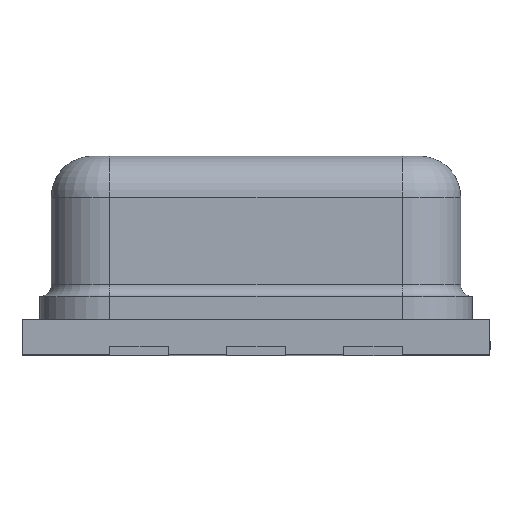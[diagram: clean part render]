
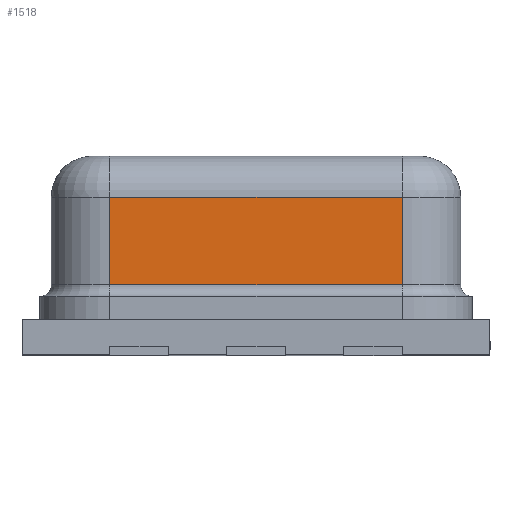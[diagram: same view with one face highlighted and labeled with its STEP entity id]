
A CAD part, top view. The second image highlights one B-rep face of the part: STEP entity #1518.
In plain terms, the highlighted planar face has unit normal (0, 0, 1).
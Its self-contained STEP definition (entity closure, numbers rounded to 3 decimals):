
#27 = DIRECTION ( 'NONE',  ( -1., 0., 0. ) ) ;
#78 = CARTESIAN_POINT ( 'NONE',  ( -0.625, 0.3, 0.875 ) ) ;
#229 = AXIS2_PLACEMENT_3D ( 'NONE', #1785, #2421, #4179 ) ;
#358 = LINE ( 'NONE', #706, #532 ) ;
#363 = LINE ( 'NONE', #388, #4065 ) ;
#388 = CARTESIAN_POINT ( 'NONE',  ( -0.625, 0.675, 0.875 ) ) ;
#532 = VECTOR ( 'NONE', #1043, 1000. ) ;
#706 = CARTESIAN_POINT ( 'NONE',  ( -0.625, 4.175, 0.875 ) ) ;
#1043 = DIRECTION ( 'NONE',  ( 0., -1., 0. ) ) ;
#1072 = FACE_OUTER_BOUND ( 'NONE', #3123, .T. ) ;
#1459 = VECTOR ( 'NONE', #1535, 1000. ) ;
#1518 = ADVANCED_FACE ( 'NONE', ( #1072 ), #4099, .F. ) ;
#1535 = DIRECTION ( 'NONE',  ( 0., -1., 0. ) ) ;
#1555 = CARTESIAN_POINT ( 'NONE',  ( 0.625, 4.175, 0.875 ) ) ;
#1634 = CARTESIAN_POINT ( 'NONE',  ( -0.625, 0.3, 0.875 ) ) ;
#1649 = ORIENTED_EDGE ( 'NONE', *, *, #1896, .T. ) ;
#1785 = CARTESIAN_POINT ( 'NONE',  ( -0.625, 4.175, 0.875 ) ) ;
#1896 = EDGE_CURVE ( 'NONE', #3739, #2794, #2229, .T. ) ;
#1934 = DIRECTION ( 'NONE',  ( 1., 0., 0. ) ) ;
#2148 = CARTESIAN_POINT ( 'NONE',  ( -0.625, 0.675, 0.875 ) ) ;
#2229 = LINE ( 'NONE', #1634, #4073 ) ;
#2254 = EDGE_CURVE ( 'NONE', #3958, #2794, #3923, .T. ) ;
#2399 = EDGE_CURVE ( 'NONE', #3338, #3739, #358, .T. ) ;
#2421 = DIRECTION ( 'NONE',  ( 0., 0., -1. ) ) ;
#2794 = VERTEX_POINT ( 'NONE', #3590 ) ;
#2887 = ORIENTED_EDGE ( 'NONE', *, *, #2254, .F. ) ;
#2976 = ORIENTED_EDGE ( 'NONE', *, *, #3225, .T. ) ;
#2998 = CARTESIAN_POINT ( 'NONE',  ( 0.625, 0.675, 0.875 ) ) ;
#3123 = EDGE_LOOP ( 'NONE', ( #2887, #2976, #3245, #1649 ) ) ;
#3225 = EDGE_CURVE ( 'NONE', #3958, #3338, #363, .T. ) ;
#3245 = ORIENTED_EDGE ( 'NONE', *, *, #2399, .T. ) ;
#3338 = VERTEX_POINT ( 'NONE', #2148 ) ;
#3590 = CARTESIAN_POINT ( 'NONE',  ( 0.625, 0.3, 0.875 ) ) ;
#3739 = VERTEX_POINT ( 'NONE', #78 ) ;
#3923 = LINE ( 'NONE', #1555, #1459 ) ;
#3958 = VERTEX_POINT ( 'NONE', #2998 ) ;
#4065 = VECTOR ( 'NONE', #27, 1000. ) ;
#4073 = VECTOR ( 'NONE', #1934, 1000. ) ;
#4099 = PLANE ( 'NONE',  #229 ) ;
#4179 = DIRECTION ( 'NONE',  ( -1., 0., 0. ) ) ;
